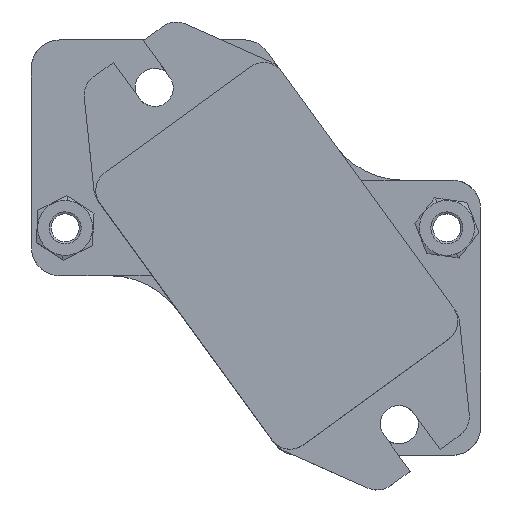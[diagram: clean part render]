
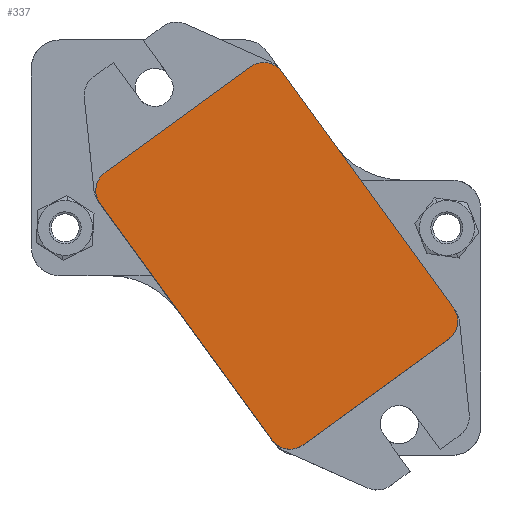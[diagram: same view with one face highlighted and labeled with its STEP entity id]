
A CAD part, top view. The second image highlights one B-rep face of the part: STEP entity #337.
In plain terms, the highlighted planar face has unit normal (0, 0, 1).
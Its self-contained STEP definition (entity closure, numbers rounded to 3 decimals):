
#269=AXIS2_PLACEMENT_3D('Plane Axis2P3D',#266,#267,#268) ;
#282=AXIS2_PLACEMENT_3D('Circle Axis2P3D',#280,#281,$) ;
#296=AXIS2_PLACEMENT_3D('Circle Axis2P3D',#294,#295,$) ;
#310=AXIS2_PLACEMENT_3D('Circle Axis2P3D',#308,#309,$) ;
#324=AXIS2_PLACEMENT_3D('Circle Axis2P3D',#322,#323,$) ;
#266=CARTESIAN_POINT('Axis2P3D Location',(0.,0.,22.)) ;
#271=CARTESIAN_POINT('Line Origine',(0.,20.,22.)) ;
#275=CARTESIAN_POINT('Vertex',(26.,20.,22.)) ;
#277=CARTESIAN_POINT('Vertex',(-26.,20.,22.)) ;
#280=CARTESIAN_POINT('Axis2P3D Location',(-26.,16.,22.)) ;
#284=CARTESIAN_POINT('Vertex',(-30.,16.,22.)) ;
#287=CARTESIAN_POINT('Line Origine',(-30.,0.,22.)) ;
#291=CARTESIAN_POINT('Vertex',(-30.,-16.,22.)) ;
#294=CARTESIAN_POINT('Axis2P3D Location',(-26.,-16.,22.)) ;
#298=CARTESIAN_POINT('Vertex',(-26.,-20.,22.)) ;
#301=CARTESIAN_POINT('Line Origine',(0.,-20.,22.)) ;
#305=CARTESIAN_POINT('Vertex',(26.,-20.,22.)) ;
#308=CARTESIAN_POINT('Axis2P3D Location',(26.,-16.,22.)) ;
#312=CARTESIAN_POINT('Vertex',(30.,-16.,22.)) ;
#315=CARTESIAN_POINT('Line Origine',(30.,0.,22.)) ;
#319=CARTESIAN_POINT('Vertex',(30.,16.,22.)) ;
#322=CARTESIAN_POINT('Axis2P3D Location',(26.,16.,22.)) ;
#267=DIRECTION('Axis2P3D Direction',(0.,0.,1.)) ;
#268=DIRECTION('Axis2P3D XDirection',(1.,0.,0.)) ;
#272=DIRECTION('Vector Direction',(1.,0.,0.)) ;
#281=DIRECTION('Axis2P3D Direction',(0.,0.,1.)) ;
#288=DIRECTION('Vector Direction',(0.,-1.,0.)) ;
#295=DIRECTION('Axis2P3D Direction',(0.,0.,1.)) ;
#302=DIRECTION('Vector Direction',(-1.,0.,0.)) ;
#309=DIRECTION('Axis2P3D Direction',(0.,0.,1.)) ;
#316=DIRECTION('Vector Direction',(0.,1.,0.)) ;
#323=DIRECTION('Axis2P3D Direction',(0.,0.,1.)) ;
#273=VECTOR('Line Direction',#272,1.) ;
#289=VECTOR('Line Direction',#288,1.) ;
#303=VECTOR('Line Direction',#302,1.) ;
#317=VECTOR('Line Direction',#316,1.) ;
#328=ORIENTED_EDGE('',*,*,#279,.T.) ;
#329=ORIENTED_EDGE('',*,*,#286,.F.) ;
#330=ORIENTED_EDGE('',*,*,#293,.T.) ;
#331=ORIENTED_EDGE('',*,*,#300,.F.) ;
#332=ORIENTED_EDGE('',*,*,#307,.T.) ;
#333=ORIENTED_EDGE('',*,*,#314,.F.) ;
#334=ORIENTED_EDGE('',*,*,#321,.T.) ;
#335=ORIENTED_EDGE('',*,*,#326,.F.) ;
#337=ADVANCED_FACE('Fertigteil',(#336),#270,.T.) ;
#283=CIRCLE('generated circle',#282,4.) ;
#297=CIRCLE('generated circle',#296,4.) ;
#311=CIRCLE('generated circle',#310,4.) ;
#325=CIRCLE('generated circle',#324,4.) ;
#279=EDGE_CURVE('',#276,#278,#274,.F.) ;
#286=EDGE_CURVE('',#285,#278,#283,.F.) ;
#293=EDGE_CURVE('',#285,#292,#290,.T.) ;
#300=EDGE_CURVE('',#299,#292,#297,.F.) ;
#307=EDGE_CURVE('',#299,#306,#304,.F.) ;
#314=EDGE_CURVE('',#313,#306,#311,.F.) ;
#321=EDGE_CURVE('',#313,#320,#318,.T.) ;
#326=EDGE_CURVE('',#276,#320,#325,.F.) ;
#327=EDGE_LOOP('',(#328,#329,#330,#331,#332,#333,#334,#335)) ;
#336=FACE_OUTER_BOUND('',#327,.T.) ;
#274=LINE('Line',#271,#273) ;
#290=LINE('Line',#287,#289) ;
#304=LINE('Line',#301,#303) ;
#318=LINE('Line',#315,#317) ;
#270=PLANE('Plane',#269) ;
#276=VERTEX_POINT('',#275) ;
#278=VERTEX_POINT('',#277) ;
#285=VERTEX_POINT('',#284) ;
#292=VERTEX_POINT('',#291) ;
#299=VERTEX_POINT('',#298) ;
#306=VERTEX_POINT('',#305) ;
#313=VERTEX_POINT('',#312) ;
#320=VERTEX_POINT('',#319) ;
